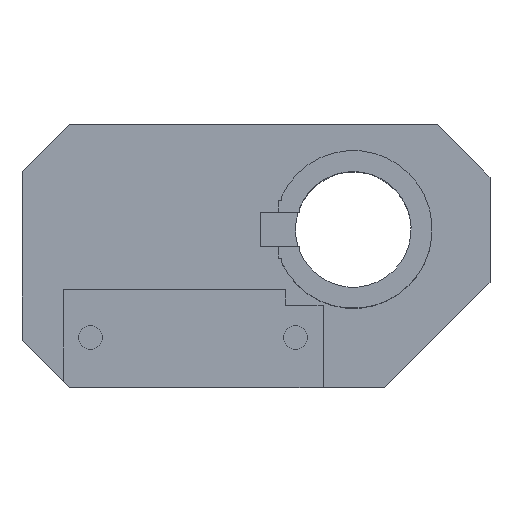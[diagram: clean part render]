
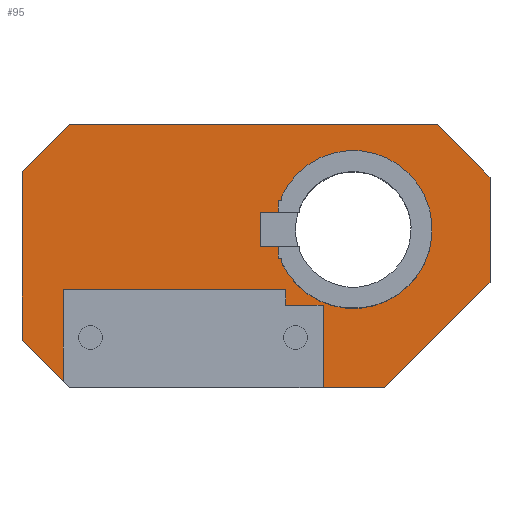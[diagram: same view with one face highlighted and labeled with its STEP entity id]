
A CAD part, top view. The second image highlights one B-rep face of the part: STEP entity #95.
In plain terms, the highlighted planar face has unit normal (0, 0, 1).
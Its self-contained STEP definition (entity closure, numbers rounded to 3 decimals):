
#95=ADVANCED_FACE('',(#447,#449),#451,.T.);
#447=FACE_BOUND('',#448,.T.);
#448=EDGE_LOOP('',(#844,#845,#846,#847,#848,#849,#850,#851,#852,#853,#854,#855,#856));
#449=FACE_BOUND('',#450,.T.);
#450=EDGE_LOOP('',(#857,#858,#859,#860,#861,#862,#863,#864,#865,#866));
#451=PLANE('',#452);
#452=AXIS2_PLACEMENT_3D('',#453,#454,#455);
#453=CARTESIAN_POINT('',(-261.,75.,141.1));
#454=DIRECTION('',(0.,0.,1.));
#455=DIRECTION('',(0.,-1.,0.));
#844=ORIENTED_EDGE('',*,*,#1019,.F.);
#845=ORIENTED_EDGE('',*,*,#1036,.T.);
#846=ORIENTED_EDGE('',*,*,#1034,.F.);
#847=ORIENTED_EDGE('',*,*,#1050,.F.);
#848=ORIENTED_EDGE('',*,*,#1051,.F.);
#849=ORIENTED_EDGE('',*,*,#1052,.F.);
#850=ORIENTED_EDGE('',*,*,#1053,.F.);
#851=ORIENTED_EDGE('',*,*,#1054,.F.);
#852=ORIENTED_EDGE('',*,*,#1029,.F.);
#853=ORIENTED_EDGE('',*,*,#1026,.F.);
#854=ORIENTED_EDGE('',*,*,#1024,.T.);
#855=ORIENTED_EDGE('',*,*,#1023,.F.);
#856=ORIENTED_EDGE('',*,*,#1020,.T.);
#857=ORIENTED_EDGE('',*,*,#1040,.F.);
#858=ORIENTED_EDGE('',*,*,#1038,.F.);
#859=ORIENTED_EDGE('',*,*,#1049,.F.);
#860=ORIENTED_EDGE('',*,*,#1047,.T.);
#861=ORIENTED_EDGE('',*,*,#1045,.T.);
#862=ORIENTED_EDGE('',*,*,#1003,.T.);
#863=ORIENTED_EDGE('',*,*,#1055,.T.);
#864=ORIENTED_EDGE('',*,*,#996,.T.);
#865=ORIENTED_EDGE('',*,*,#1044,.T.);
#866=ORIENTED_EDGE('',*,*,#1042,.T.);
#996=EDGE_CURVE('',#1206,#1204,#1207,.F.);
#1003=EDGE_CURVE('',#1218,#1216,#1219,.F.);
#1019=EDGE_CURVE('',#1241,#1239,#1243,.F.);
#1020=EDGE_CURVE('',#1244,#1239,#1245,.T.);
#1023=EDGE_CURVE('',#1244,#1247,#1249,.F.);
#1024=EDGE_CURVE('',#1250,#1247,#1251,.T.);
#1026=EDGE_CURVE('',#1250,#1253,#1254,.F.);
#1029=EDGE_CURVE('',#1253,#1258,#1259,.T.);
#1034=EDGE_CURVE('',#1265,#1267,#1268,.F.);
#1036=EDGE_CURVE('',#1241,#1267,#1270,.F.);
#1038=EDGE_CURVE('',#1271,#1273,#1274,.T.);
#1040=EDGE_CURVE('',#1273,#1276,#1277,.T.);
#1042=EDGE_CURVE('',#1279,#1276,#1280,.T.);
#1044=EDGE_CURVE('',#1204,#1279,#1282,.T.);
#1045=EDGE_CURVE('',#1283,#1218,#1284,.T.);
#1047=EDGE_CURVE('',#1286,#1283,#1287,.T.);
#1049=EDGE_CURVE('',#1286,#1271,#1289,.T.);
#1050=EDGE_CURVE('',#1290,#1265,#1291,.T.);
#1051=EDGE_CURVE('',#1292,#1290,#1293,.T.);
#1052=EDGE_CURVE('',#1294,#1292,#1295,.T.);
#1053=EDGE_CURVE('',#1296,#1294,#1297,.T.);
#1054=EDGE_CURVE('',#1258,#1296,#1298,.T.);
#1055=EDGE_CURVE('',#1216,#1206,#1299,.F.);
#1204=VERTEX_POINT('',#1840);
#1206=VERTEX_POINT('',#1844);
#1207=LINE('',#1845,#1846);
#1216=VERTEX_POINT('',#1866);
#1218=VERTEX_POINT('',#1870);
#1219=LINE('',#1871,#1872);
#1239=VERTEX_POINT('',#1922);
#1241=VERTEX_POINT('',#1926);
#1243=LINE('',#1930,#1931);
#1244=VERTEX_POINT('',#1933);
#1245=LINE('',#1934,#1935);
#1247=VERTEX_POINT('',#1940);
#1249=LINE('',#1944,#1945);
#1250=VERTEX_POINT('',#1947);
#1251=LINE('',#1948,#1949);
#1253=VERTEX_POINT('',#1954);
#1254=LINE('',#1955,#1956);
#1258=VERTEX_POINT('',#1965);
#1259=LINE('',#1966,#1967);
#1265=VERTEX_POINT('',#1980);
#1267=VERTEX_POINT('',#1984);
#1268=LINE('',#1985,#1986);
#1270=LINE('',#1991,#1992);
#1271=VERTEX_POINT('',#1994);
#1273=VERTEX_POINT('',#1998);
#1274=CIRCLE('',#1999,15.);
#1276=VERTEX_POINT('',#2006);
#1277=LINE('',#2007,#2008);
#1279=VERTEX_POINT('',#2013);
#1280=LINE('',#2014,#2015);
#1282=LINE('',#2020,#2021);
#1283=VERTEX_POINT('',#2023);
#1284=LINE('',#2024,#2025);
#1286=VERTEX_POINT('',#2030);
#1287=LINE('',#2031,#2032);
#1289=LINE('',#2037,#2038);
#1290=VERTEX_POINT('',#2040);
#1291=LINE('',#2041,#2042);
#1292=VERTEX_POINT('',#2044);
#1293=LINE('',#2045,#2046);
#1294=VERTEX_POINT('',#2048);
#1295=LINE('',#2049,#2050);
#1296=VERTEX_POINT('',#2052);
#1297=LINE('',#2053,#2054);
#1298=LINE('',#2056,#2057);
#1299=LINE('',#2059,#2060);
#1840=CARTESIAN_POINT('',(-211.258,58.25,141.1));
#1844=CARTESIAN_POINT('',(-214.693,58.25,141.1));
#1845=CARTESIAN_POINT('',(-211.258,58.25,141.1));
#1846=VECTOR('',#1847,1.);
#1847=DIRECTION('',(-1.,0.,0.));
#1866=CARTESIAN_POINT('',(-214.693,51.75,141.1));
#1870=CARTESIAN_POINT('',(-211.258,51.75,141.1));
#1871=CARTESIAN_POINT('',(-214.693,51.75,141.1));
#1872=VECTOR('',#1873,1.);
#1873=DIRECTION('',(1.,0.,0.));
#1922=CARTESIAN_POINT('',(-251.,75.,141.1));
#1926=CARTESIAN_POINT('',(-260.,66.,141.1));
#1930=CARTESIAN_POINT('',(-251.,75.,141.1));
#1931=VECTOR('',#1932,1.);
#1932=DIRECTION('',(-0.707,-0.707,0.));
#1933=CARTESIAN_POINT('',(-181.,75.,141.1));
#1934=CARTESIAN_POINT('',(-181.,75.,141.1));
#1935=VECTOR('',#1936,1.);
#1936=DIRECTION('',(-1.,0.,0.));
#1940=CARTESIAN_POINT('',(-171.,65.,141.1));
#1944=CARTESIAN_POINT('',(-171.,65.,141.1));
#1945=VECTOR('',#1946,1.);
#1946=DIRECTION('',(-0.707,0.707,0.));
#1947=CARTESIAN_POINT('',(-171.,45.,141.1));
#1948=CARTESIAN_POINT('',(-171.,45.,141.1));
#1949=VECTOR('',#1950,1.);
#1950=DIRECTION('',(0.,1.,0.));
#1954=CARTESIAN_POINT('',(-191.,25.,141.1));
#1955=CARTESIAN_POINT('',(-191.,25.,141.1));
#1956=VECTOR('',#1957,1.);
#1957=DIRECTION('',(0.707,0.707,0.));
#1965=CARTESIAN_POINT('',(-202.746,25.,141.1));
#1966=CARTESIAN_POINT('',(-191.,25.,141.1));
#1967=VECTOR('',#1968,1.);
#1968=DIRECTION('',(-1.,0.,0.));
#1980=CARTESIAN_POINT('',(-252.153,26.153,141.1));
#1984=CARTESIAN_POINT('',(-260.,34.,141.1));
#1985=CARTESIAN_POINT('',(-260.,34.,141.1));
#1986=VECTOR('',#1987,1.);
#1987=DIRECTION('',(0.707,-0.707,0.));
#1991=CARTESIAN_POINT('',(-260.,34.,141.1));
#1992=VECTOR('',#1993,1.);
#1993=DIRECTION('',(0.,1.,0.));
#1994=CARTESIAN_POINT('',(-210.606,48.686,141.1));
#1998=CARTESIAN_POINT('',(-210.606,61.314,141.1));
#1999=AXIS2_PLACEMENT_3D('',#2000,#2001,#2002);
#2000=CARTESIAN_POINT('',(-197.,55.,141.1));
#2001=DIRECTION('',(0.,0.,1.));
#2002=DIRECTION('',(-0.907,-0.421,0.));
#2006=CARTESIAN_POINT('',(-210.606,60.472,141.1));
#2007=CARTESIAN_POINT('',(-210.606,61.314,141.1));
#2008=VECTOR('',#2009,1.);
#2009=DIRECTION('',(0.,-1.,0.));
#2013=CARTESIAN_POINT('',(-211.258,60.472,141.1));
#2014=CARTESIAN_POINT('',(-211.258,60.472,141.1));
#2015=VECTOR('',#2016,1.);
#2016=DIRECTION('',(1.,0.,0.));
#2020=CARTESIAN_POINT('',(-211.258,58.25,141.1));
#2021=VECTOR('',#2022,1.);
#2022=DIRECTION('',(0.,1.,0.));
#2023=CARTESIAN_POINT('',(-211.258,49.528,141.1));
#2024=CARTESIAN_POINT('',(-211.258,49.528,141.1));
#2025=VECTOR('',#2026,1.);
#2026=DIRECTION('',(0.,1.,0.));
#2030=CARTESIAN_POINT('',(-210.606,49.528,141.1));
#2031=CARTESIAN_POINT('',(-210.606,49.528,141.1));
#2032=VECTOR('',#2033,1.);
#2033=DIRECTION('',(-1.,0.,0.));
#2037=CARTESIAN_POINT('',(-210.606,49.528,141.1));
#2038=VECTOR('',#2039,1.);
#2039=DIRECTION('',(0.,-1.,0.));
#2040=CARTESIAN_POINT('',(-252.153,43.609,141.1));
#2041=CARTESIAN_POINT('',(-252.153,43.609,141.1));
#2042=VECTOR('',#2043,1.);
#2043=DIRECTION('',(0.,-1.,0.));
#2044=CARTESIAN_POINT('',(-209.868,43.609,141.1));
#2045=CARTESIAN_POINT('',(-209.868,43.609,141.1));
#2046=VECTOR('',#2047,1.);
#2047=DIRECTION('',(-1.,0.,0.));
#2048=CARTESIAN_POINT('',(-209.868,40.592,141.1));
#2049=CARTESIAN_POINT('',(-209.868,40.592,141.1));
#2050=VECTOR('',#2051,1.);
#2051=DIRECTION('',(0.,1.,0.));
#2052=CARTESIAN_POINT('',(-202.746,40.592,141.1));
#2053=CARTESIAN_POINT('',(-202.746,40.592,141.1));
#2054=VECTOR('',#2055,1.);
#2055=DIRECTION('',(-1.,0.,0.));
#2056=CARTESIAN_POINT('',(-202.746,25.,141.1));
#2057=VECTOR('',#2058,1.);
#2058=DIRECTION('',(0.,1.,0.));
#2059=CARTESIAN_POINT('',(-214.693,58.25,141.1));
#2060=VECTOR('',#2061,1.);
#2061=DIRECTION('',(0.,-1.,0.));
